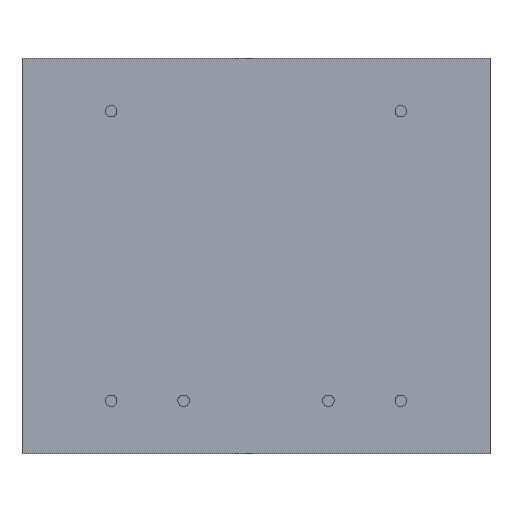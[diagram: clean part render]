
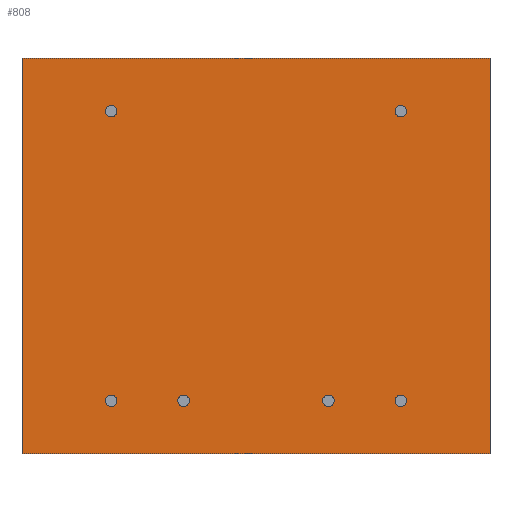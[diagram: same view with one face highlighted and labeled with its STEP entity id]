
A CAD part, front view. The second image highlights one B-rep face of the part: STEP entity #808.
In plain terms, the highlighted planar face has unit normal (0, -1, 0).
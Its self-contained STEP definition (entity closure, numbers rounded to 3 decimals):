
#5 = DIRECTION ( 'NONE',  ( 0., 0., 1. ) ) ;
#8 = FACE_BOUND ( 'NONE', #580, .T. ) ;
#15 = CIRCLE ( 'NONE', #470, 0.4 ) ;
#18 = VERTEX_POINT ( 'NONE', #103 ) ;
#23 = EDGE_CURVE ( 'NONE', #389, #817, #724, .T. ) ;
#30 = DIRECTION ( 'NONE',  ( 0., -1., 0. ) ) ;
#42 = DIRECTION ( 'NONE',  ( 0., -1., 0. ) ) ;
#46 = ORIENTED_EDGE ( 'NONE', *, *, #665, .F. ) ;
#48 = CIRCLE ( 'NONE', #183, 0.4 ) ;
#51 = LINE ( 'NONE', #295, #369 ) ;
#52 = EDGE_CURVE ( 'NONE', #332, #377, #51, .T. ) ;
#59 = EDGE_LOOP ( 'NONE', ( #349, #200 ) ) ;
#66 = CIRCLE ( 'NONE', #171, 0.4 ) ;
#70 = VERTEX_POINT ( 'NONE', #804 ) ;
#75 = FACE_BOUND ( 'NONE', #437, .T. ) ;
#81 = AXIS2_PLACEMENT_3D ( 'NONE', #542, #30, #679 ) ;
#85 = FACE_BOUND ( 'NONE', #59, .T. ) ;
#87 = AXIS2_PLACEMENT_3D ( 'NONE', #488, #184, #563 ) ;
#88 = ORIENTED_EDGE ( 'NONE', *, *, #346, .F. ) ;
#98 = ORIENTED_EDGE ( 'NONE', *, *, #764, .F. ) ;
#103 = CARTESIAN_POINT ( 'NONE',  ( -10., -15.1, 10.4 ) ) ;
#105 = CARTESIAN_POINT ( 'NONE',  ( 16.15, -15.1, -13.65 ) ) ;
#107 = EDGE_CURVE ( 'NONE', #687, #113, #734, .T. ) ;
#109 = VERTEX_POINT ( 'NONE', #348 ) ;
#113 = VERTEX_POINT ( 'NONE', #410 ) ;
#118 = DIRECTION ( 'NONE',  ( 0., -1., 0. ) ) ;
#126 = VERTEX_POINT ( 'NONE', #475 ) ;
#129 = CARTESIAN_POINT ( 'NONE',  ( 10., -15.1, 10. ) ) ;
#131 = DIRECTION ( 'NONE',  ( 0., -1., 0. ) ) ;
#134 = CARTESIAN_POINT ( 'NONE',  ( -5., -15.1, -10. ) ) ;
#150 = CARTESIAN_POINT ( 'NONE',  ( -10., -15.1, 10. ) ) ;
#152 = CIRCLE ( 'NONE', #466, 0.4 ) ;
#158 = DIRECTION ( 'NONE',  ( 0., -1., 0. ) ) ;
#162 = DIRECTION ( 'NONE',  ( 0., -1., 0. ) ) ;
#167 = CARTESIAN_POINT ( 'NONE',  ( 10., -15.1, -10. ) ) ;
#171 = AXIS2_PLACEMENT_3D ( 'NONE', #243, #179, #818 ) ;
#179 = DIRECTION ( 'NONE',  ( 0., -1., 0. ) ) ;
#182 = CARTESIAN_POINT ( 'NONE',  ( -10., -15.1, -10. ) ) ;
#183 = AXIS2_PLACEMENT_3D ( 'NONE', #313, #118, #504 ) ;
#184 = DIRECTION ( 'NONE',  ( 0., -1., 0. ) ) ;
#186 = CARTESIAN_POINT ( 'NONE',  ( -16.15, -15.1, 13.65 ) ) ;
#200 = ORIENTED_EDGE ( 'NONE', *, *, #565, .F. ) ;
#206 = EDGE_CURVE ( 'NONE', #817, #389, #698, .T. ) ;
#219 = VERTEX_POINT ( 'NONE', #749 ) ;
#225 = AXIS2_PLACEMENT_3D ( 'NONE', #491, #42, #623 ) ;
#229 = CIRCLE ( 'NONE', #691, 0.4 ) ;
#230 = VECTOR ( 'NONE', #294, 1000. ) ;
#231 = EDGE_CURVE ( 'NONE', #18, #372, #66, .T. ) ;
#236 = PLANE ( 'NONE',  #266 ) ;
#238 = DIRECTION ( 'NONE',  ( 0., 0., 1. ) ) ;
#241 = CARTESIAN_POINT ( 'NONE',  ( 5., -15.1, -9.6 ) ) ;
#242 = FACE_BOUND ( 'NONE', #755, .T. ) ;
#243 = CARTESIAN_POINT ( 'NONE',  ( -10., -15.1, 10. ) ) ;
#250 = EDGE_CURVE ( 'NONE', #377, #126, #293, .T. ) ;
#252 = CARTESIAN_POINT ( 'NONE',  ( 16.15, -15.1, 13.65 ) ) ;
#266 = AXIS2_PLACEMENT_3D ( 'NONE', #758, #371, #686 ) ;
#282 = CARTESIAN_POINT ( 'NONE',  ( -10., -15.1, -10. ) ) ;
#291 = ORIENTED_EDGE ( 'NONE', *, *, #521, .F. ) ;
#293 = LINE ( 'NONE', #624, #515 ) ;
#294 = DIRECTION ( 'NONE',  ( -1., 0., 0. ) ) ;
#295 = CARTESIAN_POINT ( 'NONE',  ( 16.15, -15.1, 13.65 ) ) ;
#297 = ORIENTED_EDGE ( 'NONE', *, *, #334, .F. ) ;
#313 = CARTESIAN_POINT ( 'NONE',  ( -5., -15.1, -10. ) ) ;
#318 = CARTESIAN_POINT ( 'NONE',  ( 5., -15.1, -10.4 ) ) ;
#323 = FACE_BOUND ( 'NONE', #790, .T. ) ;
#331 = LINE ( 'NONE', #520, #657 ) ;
#332 = VERTEX_POINT ( 'NONE', #252 ) ;
#334 = EDGE_CURVE ( 'NONE', #70, #109, #15, .T. ) ;
#346 = EDGE_CURVE ( 'NONE', #109, #70, #543, .T. ) ;
#348 = CARTESIAN_POINT ( 'NONE',  ( 10., -15.1, 9.6 ) ) ;
#349 = ORIENTED_EDGE ( 'NONE', *, *, #231, .F. ) ;
#356 = VERTEX_POINT ( 'NONE', #768 ) ;
#361 = DIRECTION ( 'NONE',  ( 0., 0., -1. ) ) ;
#369 = VECTOR ( 'NONE', #421, 1000. ) ;
#371 = DIRECTION ( 'NONE',  ( 0., 1., 0. ) ) ;
#372 = VERTEX_POINT ( 'NONE', #451 ) ;
#377 = VERTEX_POINT ( 'NONE', #186 ) ;
#380 = EDGE_CURVE ( 'NONE', #356, #463, #229, .T. ) ;
#382 = ORIENTED_EDGE ( 'NONE', *, *, #23, .F. ) ;
#384 = DIRECTION ( 'NONE',  ( 0., 0., 1. ) ) ;
#388 = CARTESIAN_POINT ( 'NONE',  ( 10., -15.1, 10. ) ) ;
#389 = VERTEX_POINT ( 'NONE', #318 ) ;
#399 = AXIS2_PLACEMENT_3D ( 'NONE', #167, #162, #615 ) ;
#405 = ORIENTED_EDGE ( 'NONE', *, *, #107, .F. ) ;
#408 = DIRECTION ( 'NONE',  ( 0., -1., 0. ) ) ;
#410 = CARTESIAN_POINT ( 'NONE',  ( 10., -15.1, -10.4 ) ) ;
#412 = FACE_BOUND ( 'NONE', #723, .T. ) ;
#421 = DIRECTION ( 'NONE',  ( -1., 0., 0. ) ) ;
#425 = CARTESIAN_POINT ( 'NONE',  ( -10., -15.1, -10.4 ) ) ;
#428 = EDGE_LOOP ( 'NONE', ( #528, #46, #480, #622 ) ) ;
#437 = EDGE_LOOP ( 'NONE', ( #297, #88 ) ) ;
#451 = CARTESIAN_POINT ( 'NONE',  ( -10., -15.1, 9.6 ) ) ;
#452 = DIRECTION ( 'NONE',  ( 0., 0., 1. ) ) ;
#458 = DIRECTION ( 'NONE',  ( 0., 0., -1. ) ) ;
#463 = VERTEX_POINT ( 'NONE', #587 ) ;
#466 = AXIS2_PLACEMENT_3D ( 'NONE', #182, #637, #238 ) ;
#468 = DIRECTION ( 'NONE',  ( 0., 0., 1. ) ) ;
#470 = AXIS2_PLACEMENT_3D ( 'NONE', #129, #573, #452 ) ;
#474 = ORIENTED_EDGE ( 'NONE', *, *, #642, .F. ) ;
#475 = CARTESIAN_POINT ( 'NONE',  ( -16.15, -15.1, -13.65 ) ) ;
#477 = DIRECTION ( 'NONE',  ( 0., 0., 1. ) ) ;
#480 = ORIENTED_EDGE ( 'NONE', *, *, #490, .F. ) ;
#488 = CARTESIAN_POINT ( 'NONE',  ( 5., -15.1, -10. ) ) ;
#490 = EDGE_CURVE ( 'NONE', #332, #743, #331, .T. ) ;
#491 = CARTESIAN_POINT ( 'NONE',  ( 10., -15.1, -10. ) ) ;
#504 = DIRECTION ( 'NONE',  ( 0., 0., 1. ) ) ;
#508 = ORIENTED_EDGE ( 'NONE', *, *, #380, .F. ) ;
#513 = ORIENTED_EDGE ( 'NONE', *, *, #206, .F. ) ;
#515 = VECTOR ( 'NONE', #361, 1000. ) ;
#520 = CARTESIAN_POINT ( 'NONE',  ( 16.15, -15.1, 13.65 ) ) ;
#521 = EDGE_CURVE ( 'NONE', #219, #656, #772, .T. ) ;
#528 = ORIENTED_EDGE ( 'NONE', *, *, #250, .T. ) ;
#542 = CARTESIAN_POINT ( 'NONE',  ( 5., -15.1, -10. ) ) ;
#543 = CIRCLE ( 'NONE', #661, 0.4 ) ;
#563 = DIRECTION ( 'NONE',  ( 0., 0., 1. ) ) ;
#565 = EDGE_CURVE ( 'NONE', #372, #18, #750, .T. ) ;
#573 = DIRECTION ( 'NONE',  ( 0., -1., 0. ) ) ;
#580 = EDGE_LOOP ( 'NONE', ( #405, #474 ) ) ;
#587 = CARTESIAN_POINT ( 'NONE',  ( -5., -15.1, -9.6 ) ) ;
#615 = DIRECTION ( 'NONE',  ( 0., 0., 1. ) ) ;
#620 = CIRCLE ( 'NONE', #225, 0.4 ) ;
#622 = ORIENTED_EDGE ( 'NONE', *, *, #52, .T. ) ;
#623 = DIRECTION ( 'NONE',  ( 0., 0., 1. ) ) ;
#624 = CARTESIAN_POINT ( 'NONE',  ( -16.15, -15.1, 13.65 ) ) ;
#637 = DIRECTION ( 'NONE',  ( 0., -1., 0. ) ) ;
#642 = EDGE_CURVE ( 'NONE', #113, #687, #620, .T. ) ;
#656 = VERTEX_POINT ( 'NONE', #425 ) ;
#657 = VECTOR ( 'NONE', #458, 1000. ) ;
#659 = ORIENTED_EDGE ( 'NONE', *, *, #778, .F. ) ;
#661 = AXIS2_PLACEMENT_3D ( 'NONE', #388, #131, #5 ) ;
#665 = EDGE_CURVE ( 'NONE', #743, #126, #666, .T. ) ;
#666 = LINE ( 'NONE', #105, #230 ) ;
#674 = AXIS2_PLACEMENT_3D ( 'NONE', #282, #158, #468 ) ;
#679 = DIRECTION ( 'NONE',  ( 0., 0., 1. ) ) ;
#681 = CARTESIAN_POINT ( 'NONE',  ( 10., -15.1, -9.6 ) ) ;
#682 = CARTESIAN_POINT ( 'NONE',  ( 16.15, -15.1, -13.65 ) ) ;
#686 = DIRECTION ( 'NONE',  ( 0., 0., 1. ) ) ;
#687 = VERTEX_POINT ( 'NONE', #681 ) ;
#691 = AXIS2_PLACEMENT_3D ( 'NONE', #134, #762, #384 ) ;
#698 = CIRCLE ( 'NONE', #87, 0.4 ) ;
#723 = EDGE_LOOP ( 'NONE', ( #291, #659 ) ) ;
#724 = CIRCLE ( 'NONE', #81, 0.4 ) ;
#734 = CIRCLE ( 'NONE', #399, 0.4 ) ;
#743 = VERTEX_POINT ( 'NONE', #682 ) ;
#749 = CARTESIAN_POINT ( 'NONE',  ( -10., -15.1, -9.6 ) ) ;
#750 = CIRCLE ( 'NONE', #803, 0.4 ) ;
#755 = EDGE_LOOP ( 'NONE', ( #513, #382 ) ) ;
#758 = CARTESIAN_POINT ( 'NONE',  ( 16.15, -15.1, 13.65 ) ) ;
#762 = DIRECTION ( 'NONE',  ( 0., -1., 0. ) ) ;
#764 = EDGE_CURVE ( 'NONE', #463, #356, #48, .T. ) ;
#768 = CARTESIAN_POINT ( 'NONE',  ( -5., -15.1, -10.4 ) ) ;
#772 = CIRCLE ( 'NONE', #674, 0.4 ) ;
#778 = EDGE_CURVE ( 'NONE', #656, #219, #152, .T. ) ;
#783 = FACE_OUTER_BOUND ( 'NONE', #428, .T. ) ;
#790 = EDGE_LOOP ( 'NONE', ( #98, #508 ) ) ;
#803 = AXIS2_PLACEMENT_3D ( 'NONE', #150, #408, #477 ) ;
#804 = CARTESIAN_POINT ( 'NONE',  ( 10., -15.1, 10.4 ) ) ;
#808 = ADVANCED_FACE ( 'NONE', ( #8, #412, #323, #242, #75, #85, #783 ), #236, .F. ) ;
#817 = VERTEX_POINT ( 'NONE', #241 ) ;
#818 = DIRECTION ( 'NONE',  ( 0., 0., 1. ) ) ;
